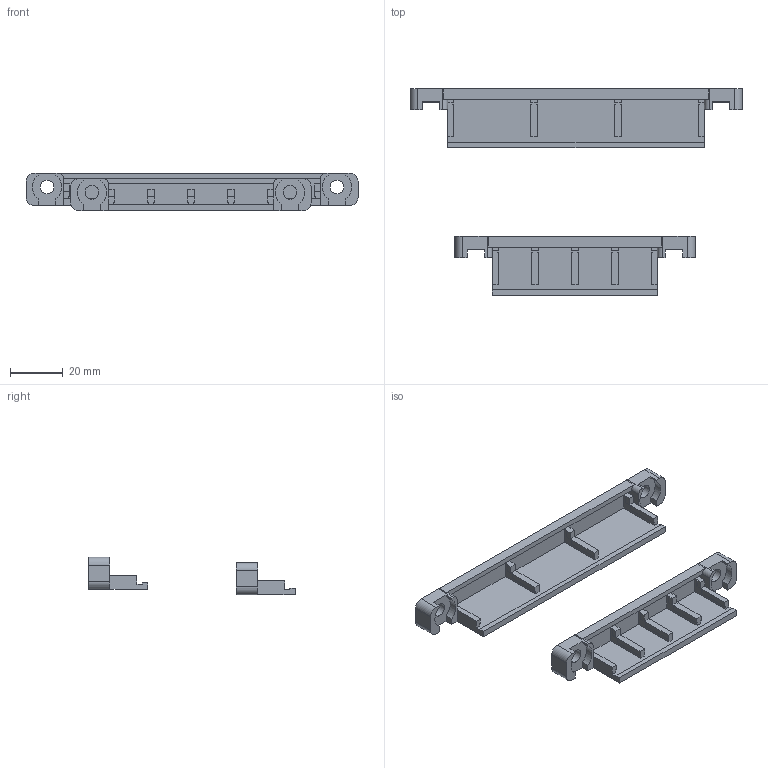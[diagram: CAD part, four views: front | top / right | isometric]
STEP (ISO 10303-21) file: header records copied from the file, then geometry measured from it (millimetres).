
FILE_DESCRIPTION(/* description */ (''),/* implementation_level */ '2;1');
FILE_NAME(/* name */ 'Wago 4x 221-412 & 3x 221-415 Extrusion Mount.step',/* time_stamp */ '2022-01-02T13:06:31-08:00',/* author */ (''),/* organization */ (''),/* preprocessor_version */ 'ST-DEVELOPER v18.1',/* originating_system */ 'Autodesk Translation Framework v10.10.0.1391',/* authorisation */ '');
FILE_SCHEMA (('AUTOMOTIVE_DESIGN { 1 0 10303 214 3 1 1 }'));
Length unit declared in the file: millimetre
Products named in the file (3): Wago 4x 221-412 & 3x 221-415 Extrusion Mount; Wago 4x 221-412 Mount for Extrusion; Wago 3x 221-415 Mount for Extusion
Assembly tree (2 placements, depth 2):
  Wago 4x 221-412 & 3x 221-415 Extrusion Mount
    Wago 4x 221-412 Mount for Extrusion
    Wago 3x 221-415 Mount for Extusion
Bounding box: 125.9 x 78.25 x 14.2 mm (x, y, z)
Volume: 16074.3 mm3; surface area: 16066.1 mm2
Topology: 2 solids, 2 shells, 222 faces, 636 edges, 418 vertices
Faces by surface type: plane 198, cylinder 24
Full cylindrical faces by diameter (mm): 5.2 x4
Entity records: 7458 total; most frequent: CARTESIAN_POINT 1281, ORIENTED_EDGE 1272, DIRECTION 1142, EDGE_CURVE 636, LINE 584, VECTOR 584, VERTEX_POINT 418, AXIS2_PLACEMENT_3D 279
